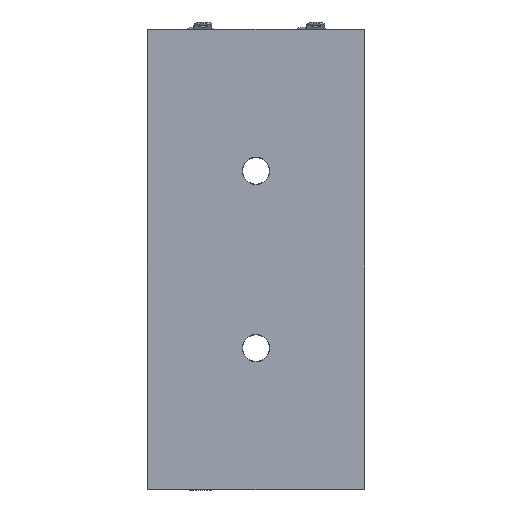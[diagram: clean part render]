
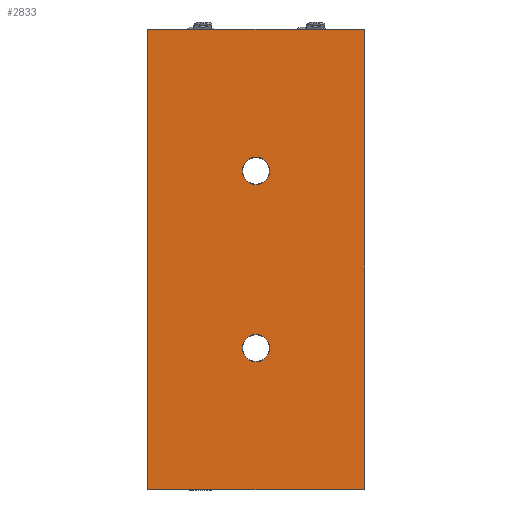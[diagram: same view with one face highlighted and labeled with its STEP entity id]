
A CAD part, front view. The second image highlights one B-rep face of the part: STEP entity #2833.
In plain terms, the highlighted planar face has unit normal (0, -1, 0).
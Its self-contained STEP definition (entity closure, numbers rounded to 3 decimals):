
#74 = AXIS2_PLACEMENT_3D ( 'NONE', #4020, #4021, #4022 ) ;
#92 = VECTOR ( 'NONE', #4040, 1000. ) ;
#105 = FACE_BOUND ( 'NONE', #5476, .T. ) ;
#109 = FACE_BOUND ( 'NONE', #5477, .T. ) ;
#110 = FACE_OUTER_BOUND ( 'NONE', #5478, .T. ) ;
#112 = AXIS2_PLACEMENT_3D ( 'NONE', #4063, #4064, #4065 ) ;
#226 = CARTESIAN_POINT ( 'NONE',  ( -12.2, 0., -25.95 ) ) ;
#328 = CARTESIAN_POINT ( 'NONE',  ( 0., 0., 11.55 ) ) ;
#342 = CARTESIAN_POINT ( 'NONE',  ( 0., 0., -8.45 ) ) ;
#389 = CARTESIAN_POINT ( 'NONE',  ( 0., 0., 8.45 ) ) ;
#422 = CARTESIAN_POINT ( 'NONE',  ( 0., 0., -11.55 ) ) ;
#1325 = CARTESIAN_POINT ( 'NONE',  ( -12.2, 0., 25.95 ) ) ;
#1329 = CARTESIAN_POINT ( 'NONE',  ( 12.2, 0., 25.95 ) ) ;
#1330 = CARTESIAN_POINT ( 'NONE',  ( 12.2, 0., -25.95 ) ) ;
#1353 = VECTOR ( 'NONE', #4128, 1000. ) ;
#1354 = VECTOR ( 'NONE', #4132, 1000. ) ;
#1355 = AXIS2_PLACEMENT_3D ( 'NONE', #4135, #4136, #4137 ) ;
#1357 = VECTOR ( 'NONE', #4141, 1000. ) ;
#2087 = AXIS2_PLACEMENT_3D ( 'NONE', #7041, #7042, #7043 ) ;
#2091 = AXIS2_PLACEMENT_3D ( 'NONE', #7053, #7054, #7055 ) ;
#2819 = EDGE_CURVE ( 'NONE', #7471, #7391, #4607, .T. ) ;
#2825 = EDGE_CURVE ( 'NONE', #7244, #7275, #4038, .T. ) ;
#2833 = ADVANCED_FACE ( 'NONE', ( #105, #109, #110 ), #4062, .T. ) ;
#2852 = EDGE_CURVE ( 'NONE', #7248, #7244, #4126, .T. ) ;
#2853 = EDGE_CURVE ( 'NONE', #7275, #7249, #4130, .T. ) ;
#2855 = EDGE_CURVE ( 'NONE', #7438, #7377, #4613, .T. ) ;
#2856 = EDGE_CURVE ( 'NONE', #7249, #7248, #4139, .T. ) ;
#3463 = CIRCLE ( 'NONE', #2087, 1.55 ) ;
#3467 = CIRCLE ( 'NONE', #2091, 1.55 ) ;
#4020 = CARTESIAN_POINT ( 'NONE',  ( 0., 0., -10. ) ) ;
#4021 = DIRECTION ( 'NONE',  ( 0., 1., 0. ) ) ;
#4022 = DIRECTION ( 'NONE',  ( 0., 0., -1. ) ) ;
#4038 = LINE ( 'NONE', #4039, #92 ) ;
#4039 = CARTESIAN_POINT ( 'NONE',  ( -12.2, 0., 0. ) ) ;
#4040 = DIRECTION ( 'NONE',  ( 0., 0., -1. ) ) ;
#4062 = PLANE ( 'NONE',  #112 ) ;
#4063 = CARTESIAN_POINT ( 'NONE',  ( -12.25, 0., 0. ) ) ;
#4064 = DIRECTION ( 'NONE',  ( 0., -1., 0. ) ) ;
#4065 = DIRECTION ( 'NONE',  ( 0., 0., -1. ) ) ;
#4126 = LINE ( 'NONE', #4127, #1353 ) ;
#4127 = CARTESIAN_POINT ( 'NONE',  ( -12.25, 0., 25.95 ) ) ;
#4128 = DIRECTION ( 'NONE',  ( -1., 0., 0. ) ) ;
#4130 = LINE ( 'NONE', #4131, #1354 ) ;
#4131 = CARTESIAN_POINT ( 'NONE',  ( 12.25, 0., -25.95 ) ) ;
#4132 = DIRECTION ( 'NONE',  ( 1., 0., 0. ) ) ;
#4135 = CARTESIAN_POINT ( 'NONE',  ( 0., 0., 10. ) ) ;
#4136 = DIRECTION ( 'NONE',  ( 0., 1., 0. ) ) ;
#4137 = DIRECTION ( 'NONE',  ( 0., 0., -1. ) ) ;
#4139 = LINE ( 'NONE', #4140, #1357 ) ;
#4140 = CARTESIAN_POINT ( 'NONE',  ( 12.2, 0., 0. ) ) ;
#4141 = DIRECTION ( 'NONE',  ( 0., 0., 1. ) ) ;
#4571 = EDGE_CURVE ( 'NONE', #7377, #7438, #3463, .T. ) ;
#4575 = EDGE_CURVE ( 'NONE', #7391, #7471, #3467, .T. ) ;
#4607 = CIRCLE ( 'NONE', #74, 1.55 ) ;
#4613 = CIRCLE ( 'NONE', #1355, 1.55 ) ;
#5476 = EDGE_LOOP ( 'NONE', ( #5618, #5620 ) ) ;
#5477 = EDGE_LOOP ( 'NONE', ( #5617, #5621 ) ) ;
#5478 = EDGE_LOOP ( 'NONE', ( #5619, #5623, #5622, #5624 ) ) ;
#5617 = ORIENTED_EDGE ( 'NONE', *, *, #2819, .T. ) ;
#5618 = ORIENTED_EDGE ( 'NONE', *, *, #2855, .T. ) ;
#5619 = ORIENTED_EDGE ( 'NONE', *, *, #2853, .T. ) ;
#5620 = ORIENTED_EDGE ( 'NONE', *, *, #4571, .T. ) ;
#5621 = ORIENTED_EDGE ( 'NONE', *, *, #4575, .T. ) ;
#5622 = ORIENTED_EDGE ( 'NONE', *, *, #2852, .T. ) ;
#5623 = ORIENTED_EDGE ( 'NONE', *, *, #2856, .T. ) ;
#5624 = ORIENTED_EDGE ( 'NONE', *, *, #2825, .T. ) ;
#7041 = CARTESIAN_POINT ( 'NONE',  ( 0., 0., 10. ) ) ;
#7042 = DIRECTION ( 'NONE',  ( 0., 1., 0. ) ) ;
#7043 = DIRECTION ( 'NONE',  ( 0., 0., -1. ) ) ;
#7053 = CARTESIAN_POINT ( 'NONE',  ( 0., 0., -10. ) ) ;
#7054 = DIRECTION ( 'NONE',  ( 0., 1., 0. ) ) ;
#7055 = DIRECTION ( 'NONE',  ( 0., 0., -1. ) ) ;
#7244 = VERTEX_POINT ( 'NONE', #1325 ) ;
#7248 = VERTEX_POINT ( 'NONE', #1329 ) ;
#7249 = VERTEX_POINT ( 'NONE', #1330 ) ;
#7275 = VERTEX_POINT ( 'NONE', #226 ) ;
#7377 = VERTEX_POINT ( 'NONE', #328 ) ;
#7391 = VERTEX_POINT ( 'NONE', #342 ) ;
#7438 = VERTEX_POINT ( 'NONE', #389 ) ;
#7471 = VERTEX_POINT ( 'NONE', #422 ) ;
